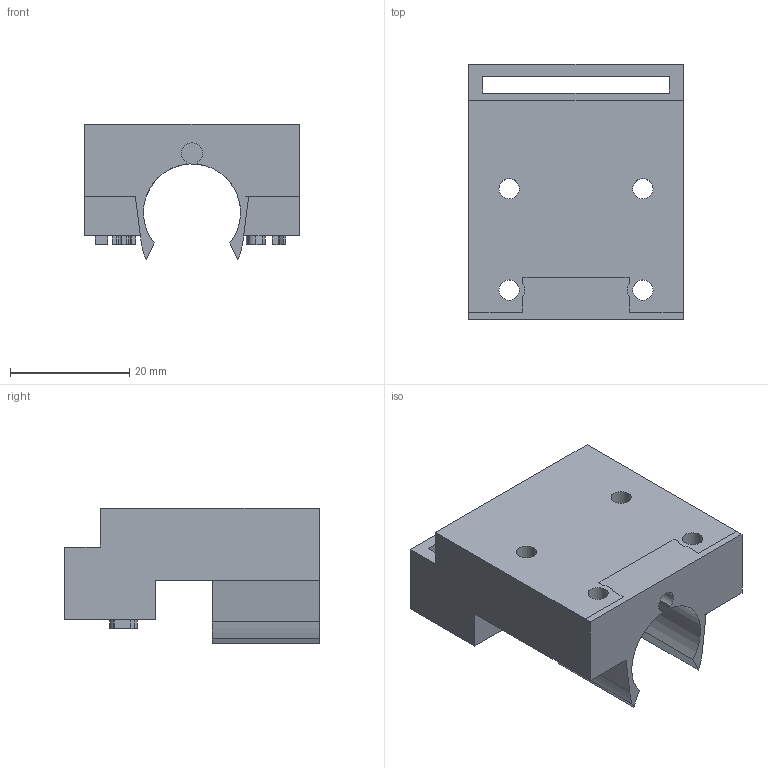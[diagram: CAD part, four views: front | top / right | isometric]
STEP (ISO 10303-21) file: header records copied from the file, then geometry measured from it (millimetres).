
FILE_DESCRIPTION(/* description */ ('STEP AP242','CAx-IF Rec.Pracs.---Representation and Presentation of Product Manufacturing Information (PMI)---4.0---2014-10-13','CAx-IF Rec.Pracs.---3D Tessellated Geometry---0.4---2014-09-14','2;1'),/* implementation_level */ '2;1');
FILE_NAME(/* name */ '66dc657fbf94e2384715a9a8',/* time_stamp */ '2024-09-07T14:38:55Z',/* author */ (''),/* organization */ (''),/* preprocessor_version */ 'ST-DEVELOPER v20',/* originating_system */ ' ',/* authorisation */ ' ');
FILE_SCHEMA (('AP242_MANAGED_MODEL_BASED_3D_ENGINEERING_MIM_LF { 1 0 10303 442 1 1 4 }'));
Length unit declared in the file: metre
Products named in the file (1): Part 1
Bounding box: 36 x 42.75 x 22.72 mm (x, y, z)
Volume: 14495.3 mm3; surface area: 7837.9 mm2
Topology: 1 solids, 1 shells, 129 faces, 366 edges, 243 vertices
Faces by surface type: plane 82, bspline 27, cylinder 20
Full cylindrical faces by diameter (mm): 3.4 x4, 6.5 x2
Entity records: 4213 total; most frequent: CARTESIAN_POINT 1041, ORIENTED_EDGE 708, DIRECTION 541, EDGE_CURVE 354, LINE 251, VECTOR 251, VERTEX_POINT 237, EDGE_LOOP 149
